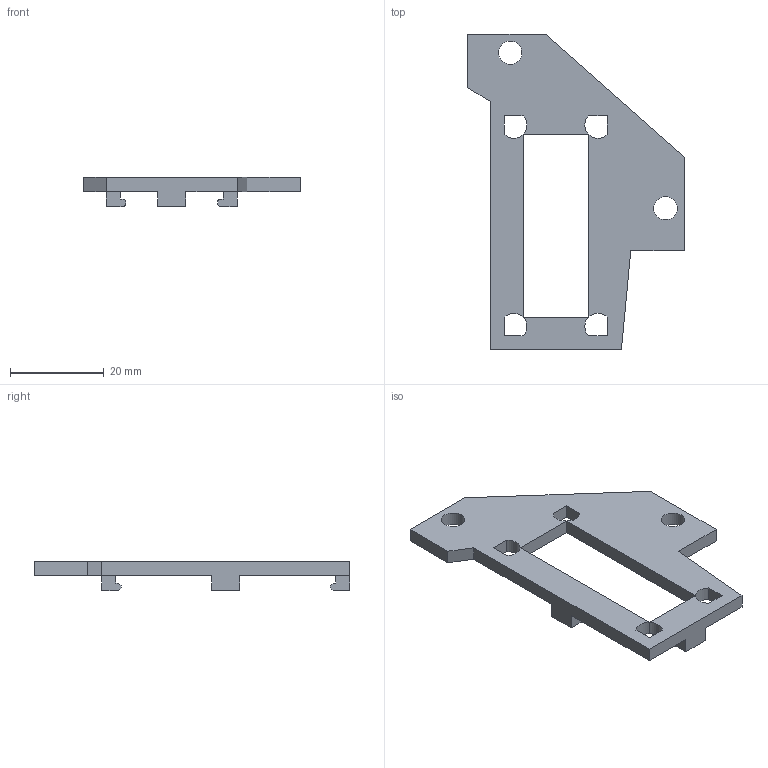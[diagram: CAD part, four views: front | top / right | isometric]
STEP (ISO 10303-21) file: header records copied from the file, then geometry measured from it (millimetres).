
FILE_DESCRIPTION(/* description */ (''),/* implementation_level */ '2;1');
FILE_NAME(/* name */ 'BuckConverterMount.step',/* time_stamp */ '2022-12-27T11:20:45+08:00',/* author */ (''),/* organization */ (''),/* preprocessor_version */ 'ST-DEVELOPER v19.2',/* originating_system */ 'Autodesk Translation Framework v11.17.0.187',/* authorisation */ '');
FILE_SCHEMA (('AUTOMOTIVE_DESIGN { 1 0 10303 214 3 1 1 }'));
Length unit declared in the file: millimetre
Products named in the file (1): BuckConverterMount
Bounding box: 46.22 x 67.41 x 6.2 mm (x, y, z)
Volume: 4869.4 mm3; surface area: 4588.3 mm2
Topology: 1 solids, 1 shells, 67 faces, 189 edges, 118 vertices
Faces by surface type: plane 53, cylinder 14
Full cylindrical faces by diameter (mm): 5 x2
Entity records: 2180 total; most frequent: ORIENTED_EDGE 378, CARTESIAN_POINT 375, DIRECTION 353, EDGE_CURVE 189, LINE 161, VECTOR 161, VERTEX_POINT 118, AXIS2_PLACEMENT_3D 96
